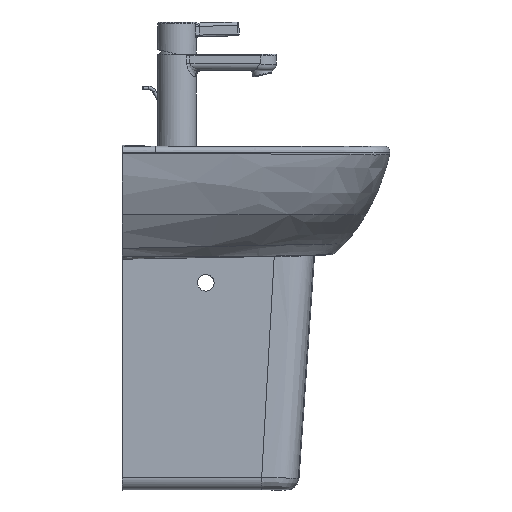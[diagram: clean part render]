
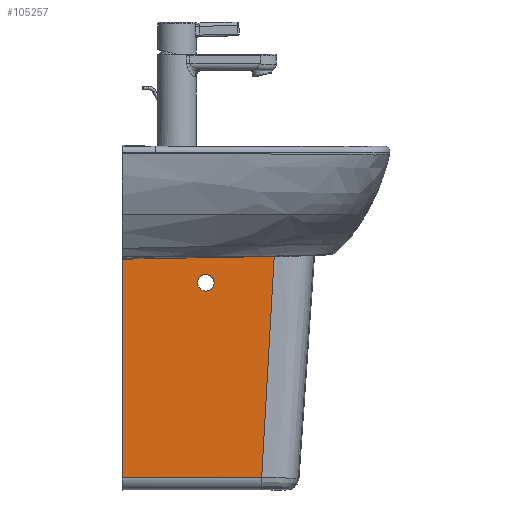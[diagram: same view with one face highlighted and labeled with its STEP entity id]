
A CAD part, front view. The second image highlights one B-rep face of the part: STEP entity #105257.
In plain terms, the highlighted planar face has unit normal (0.037, -0.999, -0.013).
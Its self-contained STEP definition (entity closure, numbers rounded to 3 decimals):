
#100505=CARTESIAN_POINT('',(0.,-82.381,-121.015));
#100506=VERTEX_POINT('',#100505);
#100513=CARTESIAN_POINT('',(181.783,-75.757,-117.842));
#100514=VERTEX_POINT('',#100513);
#100515=CARTESIAN_POINT('',(181.783,-75.757,-117.842));
#100516=DIRECTION('',(-0.999,-0.036,-0.017));
#100517=VECTOR('',#100516,181.931);
#100518=LINE('',#100515,#100517);
#100519=EDGE_CURVE('',#100514,#100506,#100518,.T.);
#101003=CARTESIAN_POINT('',(166.813,-72.845,-382.196));
#101004=VERTEX_POINT('',#101003);
#101005=CARTESIAN_POINT('',(181.783,-75.757,-117.842));
#101006=DIRECTION('',(-0.057,0.011,-0.998));
#101007=VECTOR('',#101006,264.794);
#101008=LINE('',#101005,#101007);
#101009=EDGE_CURVE('',#100514,#101004,#101008,.T.);
#105029=CARTESIAN_POINT('',(0.0,-78.962,-382.196));
#105030=VERTEX_POINT('',#105029);
#105038=CARTESIAN_POINT('',(0.0,-78.962,-382.196));
#105039=DIRECTION('',(0.0,-0.013,1.));
#105040=VECTOR('',#105039,261.204);
#105041=LINE('',#105038,#105040);
#105042=EDGE_CURVE('',#105030,#100506,#105041,.T.);
#105105=CARTESIAN_POINT('',(0.,-78.962,-382.196));
#105106=DIRECTION('',(0.999,0.037,0.));
#105107=VECTOR('',#105106,166.925);
#105108=LINE('',#105105,#105107);
#105109=EDGE_CURVE('',#101004,#105030,#105108,.F.);
#105235=CARTESIAN_POINT('',(47.142,-78.741,-267.));
#105236=DIRECTION('',(0.037,-0.999,-0.013));
#105237=DIRECTION('',(0.0,0.013,-1.));
#105238=AXIS2_PLACEMENT_3D('',#105235,#105236,#105237);
#105239=PLANE('',#105238);
#105240=ORIENTED_EDGE('',*,*,#101009,.F.);
#105241=ORIENTED_EDGE('',*,*,#100519,.T.);
#105242=ORIENTED_EDGE('',*,*,#105042,.F.);
#105243=ORIENTED_EDGE('',*,*,#105109,.F.);
#105244=EDGE_LOOP('',(#105240,#105241,#105242,#105243));
#105245=FACE_OUTER_BOUND('',#105244,.T.);
#105246=CARTESIAN_POINT('',(90.0,-78.711,-149.274));
#105247=VERTEX_POINT('',#105246);
#105248=CARTESIAN_POINT('',(100.0,-78.344,-149.274));
#105249=DIRECTION('',(-0.037,0.999,0.013));
#105250=DIRECTION('',(-0.941,-0.039,0.336));
#105251=AXIS2_PLACEMENT_3D('',#105248,#105249,#105250);
#105252=ELLIPSE('',#105251,10.008,10.0);
#105253=EDGE_CURVE('',#105247,#105247,#105252,.T.);
#105254=ORIENTED_EDGE('',*,*,#105253,.T.);
#105255=EDGE_LOOP('',(#105254));
#105256=FACE_BOUND('',#105255,.T.);
#105257=ADVANCED_FACE('',(#105245,#105256),#105239,.T.);
